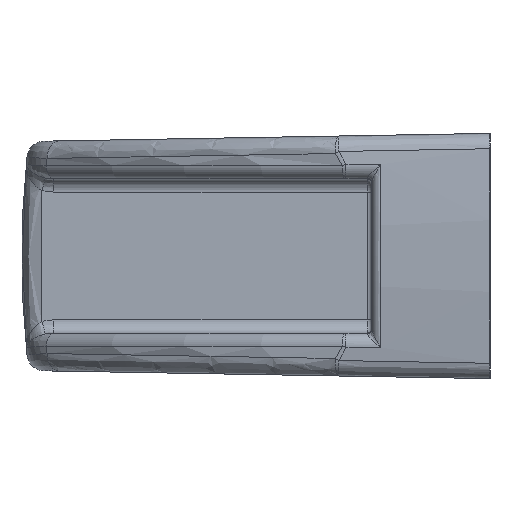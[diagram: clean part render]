
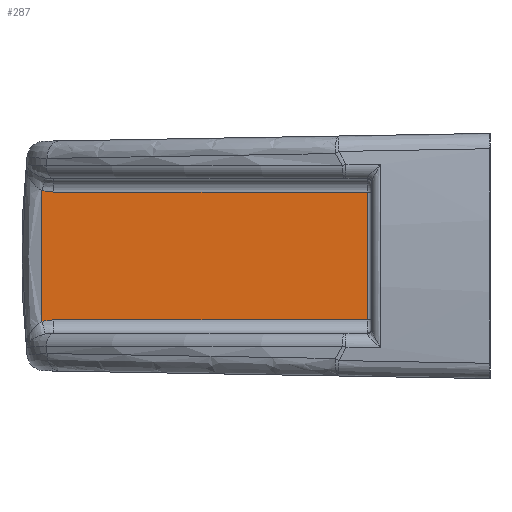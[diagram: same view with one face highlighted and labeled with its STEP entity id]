
A CAD part, left-side view. The second image highlights one B-rep face of the part: STEP entity #287.
In plain terms, the highlighted planar face has unit normal (-1, 0, 0).
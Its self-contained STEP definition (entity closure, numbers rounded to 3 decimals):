
#287=ADVANCED_FACE('NONE',(#683),#684,.F.);
#683=FACE_OUTER_BOUND('',#1467,.T.);
#684=PLANE('',#1468);
#1467=EDGE_LOOP('',(#3606,#3607,#3608,#3609,#3610,#3611));
#1468=AXIS2_PLACEMENT_3D('',#3612,#3613,#3614);
#3606=ORIENTED_EDGE('',*,*,#4641,.T.);
#3607=ORIENTED_EDGE('',*,*,#4642,.T.);
#3608=ORIENTED_EDGE('',*,*,#4643,.T.);
#3609=ORIENTED_EDGE('',*,*,#4644,.T.);
#3610=ORIENTED_EDGE('',*,*,#4645,.T.);
#3611=ORIENTED_EDGE('',*,*,#4646,.T.);
#3612=CARTESIAN_POINT('',(-63.0,53.5,-8.8));
#3613=DIRECTION('',(1.0,0.,0.));
#3614=DIRECTION('',(0.0,1.0,0.));
#4641=EDGE_CURVE('NONE',#5337,#5338,#5339,.T.);
#4642=EDGE_CURVE('NONE',#5338,#5340,#5341,.T.);
#4643=EDGE_CURVE('NONE',#5340,#5342,#5343,.T.);
#4644=EDGE_CURVE('NONE',#5342,#5344,#5345,.T.);
#4645=EDGE_CURVE('NONE',#5344,#5346,#5347,.T.);
#4646=EDGE_CURVE('NONE',#5346,#5337,#5348,.T.);
#5337=VERTEX_POINT('NONE',#6911);
#5338=VERTEX_POINT('NONE',#6912);
#5339=LINE('',#6913,#6914);
#5340=VERTEX_POINT('NONE',#6915);
#5341=LINE('',#6916,#6917);
#5342=VERTEX_POINT('NONE',#6918);
#5343=LINE('',#6919,#6920);
#5344=VERTEX_POINT('NONE',#6921);
#5345=B_SPLINE_CURVE_WITH_KNOTS('',3,(#6922,#6923,#6924,#6925),.UNSPECIFIED.,.F.,.F.,(4,4),(0.0,0.001),.UNSPECIFIED.);
#5346=VERTEX_POINT('NONE',#6926);
#5347=B_SPLINE_CURVE_WITH_KNOTS('',3,(#6927,#6928,#6929,#6930,#6931,#6932),.UNSPECIFIED.,.F.,.F.,(4,2,4),(0.001,0.009,0.016),.UNSPECIFIED.);
#5348=B_SPLINE_CURVE_WITH_KNOTS('',3,(#6933,#6934,#6935,#6936),.UNSPECIFIED.,.F.,.F.,(4,4),(0.,0.001),.UNSPECIFIED.);
#6911=CARTESIAN_POINT('',(-63.0,49.814,-7.3));
#6912=CARTESIAN_POINT('',(-63.0,14.0,-7.3));
#6913=CARTESIAN_POINT('',(-63.0,53.5,-7.3));
#6914=VECTOR('',#7716,1000.0);
#6915=CARTESIAN_POINT('',(-63.0,14.0,7.3));
#6916=CARTESIAN_POINT('',(-63.0,14.0,7.3));
#6917=VECTOR('',#7717,1000.0);
#6918=CARTESIAN_POINT('',(-63.0,49.814,7.3));
#6919=CARTESIAN_POINT('',(-63.0,50.889,7.3));
#6920=VECTOR('',#7718,1000.0);
#6921=CARTESIAN_POINT('',(-63.0,51.169,7.481));
#6922=CARTESIAN_POINT('',(-63.0,49.814,7.3));
#6923=CARTESIAN_POINT('',(-63.0,50.273,7.3));
#6924=CARTESIAN_POINT('',(-63.0,50.726,7.352));
#6925=CARTESIAN_POINT('',(-63.0,51.169,7.481));
#6926=CARTESIAN_POINT('',(-63.0,51.169,-7.481));
#6927=CARTESIAN_POINT('',(-63.0,51.169,7.481));
#6928=CARTESIAN_POINT('',(-63.0,51.337,4.991));
#6929=CARTESIAN_POINT('',(-63.0,51.414,2.497));
#6930=CARTESIAN_POINT('',(-63.0,51.414,-2.495));
#6931=CARTESIAN_POINT('',(-63.0,51.337,-4.991));
#6932=CARTESIAN_POINT('',(-63.0,51.169,-7.481));
#6933=CARTESIAN_POINT('',(-63.0,51.169,-7.481));
#6934=CARTESIAN_POINT('',(-63.0,50.726,-7.352));
#6935=CARTESIAN_POINT('',(-63.0,50.273,-7.3));
#6936=CARTESIAN_POINT('',(-63.0,49.814,-7.3));
#7716=DIRECTION('',(0.,-1.0,-0.0));
#7717=DIRECTION('',(0.0,0.0,1.0));
#7718=DIRECTION('',(0.,1.0,0.0));
